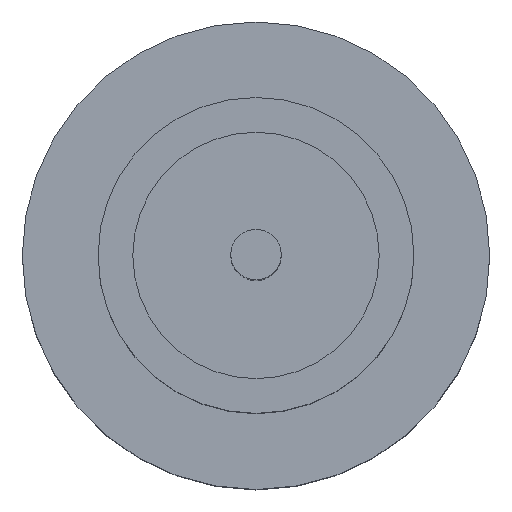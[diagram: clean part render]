
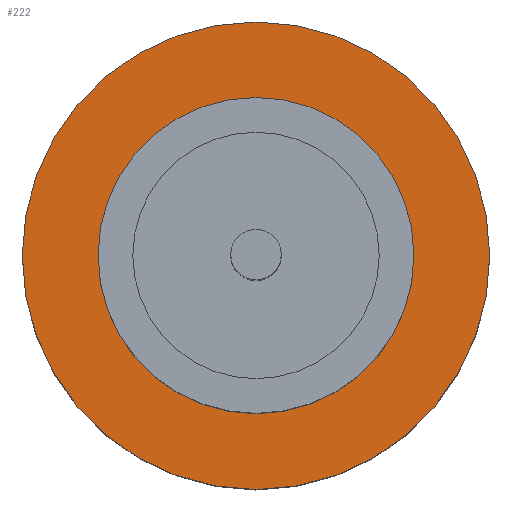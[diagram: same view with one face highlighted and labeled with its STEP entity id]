
A CAD part, top view. The second image highlights one B-rep face of the part: STEP entity #222.
In plain terms, the highlighted planar face has unit normal (0, 0, 1).
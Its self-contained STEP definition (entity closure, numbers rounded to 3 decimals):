
#11 = CARTESIAN_POINT ( 'NONE',  ( 1.85, 0., 1.55 ) ) ;
#33 = DIRECTION ( 'NONE',  ( 0., 0., 1. ) ) ;
#68 = DIRECTION ( 'NONE',  ( 1., 0., 0. ) ) ;
#88 = ORIENTED_EDGE ( 'NONE', *, *, #289, .T. ) ;
#90 = AXIS2_PLACEMENT_3D ( 'NONE', #152, #761, #627 ) ;
#95 = DIRECTION ( 'NONE',  ( 1., 0., 0. ) ) ;
#124 = VERTEX_POINT ( 'NONE', #11 ) ;
#132 = CARTESIAN_POINT ( 'NONE',  ( -1.25, 0., 1.55 ) ) ;
#136 = VERTEX_POINT ( 'NONE', #491 ) ;
#152 = CARTESIAN_POINT ( 'NONE',  ( 0., 0., 1.55 ) ) ;
#155 = CARTESIAN_POINT ( 'NONE',  ( 0., 0., 1.55 ) ) ;
#175 = VERTEX_POINT ( 'NONE', #132 ) ;
#191 = CARTESIAN_POINT ( 'NONE',  ( 0., 0., 1.55 ) ) ;
#222 = ADVANCED_FACE ( 'NONE', ( #552, #793 ), #629, .T. ) ;
#227 = CIRCLE ( 'NONE', #257, 1.25 ) ;
#241 = VERTEX_POINT ( 'NONE', #573 ) ;
#253 = CIRCLE ( 'NONE', #489, 1.85 ) ;
#257 = AXIS2_PLACEMENT_3D ( 'NONE', #443, #33, #510 ) ;
#289 = EDGE_CURVE ( 'NONE', #136, #124, #424, .T. ) ;
#302 = DIRECTION ( 'NONE',  ( 0., 0., 1. ) ) ;
#320 = EDGE_CURVE ( 'NONE', #175, #241, #227, .T. ) ;
#336 = EDGE_LOOP ( 'NONE', ( #88, #348 ) ) ;
#348 = ORIENTED_EDGE ( 'NONE', *, *, #428, .T. ) ;
#353 = DIRECTION ( 'NONE',  ( 0., 0., 1. ) ) ;
#403 = CIRCLE ( 'NONE', #688, 1.25 ) ;
#424 = CIRCLE ( 'NONE', #90, 1.85 ) ;
#428 = EDGE_CURVE ( 'NONE', #124, #136, #253, .T. ) ;
#443 = CARTESIAN_POINT ( 'NONE',  ( 0., 0., 1.55 ) ) ;
#477 = DIRECTION ( 'NONE',  ( 0., 0., 1. ) ) ;
#489 = AXIS2_PLACEMENT_3D ( 'NONE', #522, #302, #774 ) ;
#491 = CARTESIAN_POINT ( 'NONE',  ( -1.85, 0., 1.55 ) ) ;
#510 = DIRECTION ( 'NONE',  ( 1., 0., 0. ) ) ;
#522 = CARTESIAN_POINT ( 'NONE',  ( 0., 0., 1.55 ) ) ;
#528 = ORIENTED_EDGE ( 'NONE', *, *, #652, .F. ) ;
#552 = FACE_BOUND ( 'NONE', #657, .T. ) ;
#573 = CARTESIAN_POINT ( 'NONE',  ( 1.25, 0., 1.55 ) ) ;
#581 = AXIS2_PLACEMENT_3D ( 'NONE', #155, #353, #95 ) ;
#627 = DIRECTION ( 'NONE',  ( 1., 0., 0. ) ) ;
#629 = PLANE ( 'NONE',  #581 ) ;
#652 = EDGE_CURVE ( 'NONE', #241, #175, #403, .T. ) ;
#657 = EDGE_LOOP ( 'NONE', ( #528, #714 ) ) ;
#688 = AXIS2_PLACEMENT_3D ( 'NONE', #191, #477, #68 ) ;
#714 = ORIENTED_EDGE ( 'NONE', *, *, #320, .F. ) ;
#761 = DIRECTION ( 'NONE',  ( 0., 0., 1. ) ) ;
#774 = DIRECTION ( 'NONE',  ( 1., 0., 0. ) ) ;
#793 = FACE_OUTER_BOUND ( 'NONE', #336, .T. ) ;
